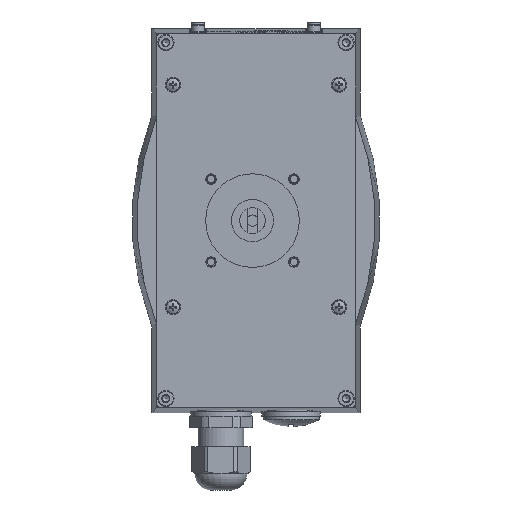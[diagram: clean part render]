
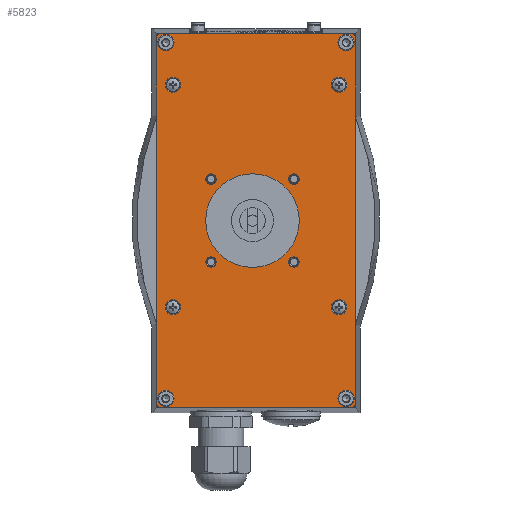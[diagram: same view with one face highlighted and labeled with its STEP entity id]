
A CAD part, left-side view. The second image highlights one B-rep face of the part: STEP entity #5823.
In plain terms, the highlighted planar face has unit normal (-1, 0, 0).
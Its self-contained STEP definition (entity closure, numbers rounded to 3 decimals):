
#531=LINE('',#9763,#901);
#536=LINE('',#9778,#906);
#540=LINE('',#9790,#910);
#544=LINE('',#9802,#914);
#901=VECTOR('',#7920,1000.);
#906=VECTOR('',#7933,1000.);
#910=VECTOR('',#7945,1000.);
#914=VECTOR('',#7957,1000.);
#1174=PLANE('',#6528);
#1417=CIRCLE('',#6474,2.);
#1419=CIRCLE('',#6478,2.);
#1421=CIRCLE('',#6482,2.);
#1424=CIRCLE('',#6487,2.25);
#1426=CIRCLE('',#6490,2.25);
#1432=CIRCLE('',#6499,2.25);
#1434=CIRCLE('',#6502,2.25);
#1436=CIRCLE('',#6505,2.25);
#1438=CIRCLE('',#6508,2.25);
#1440=CIRCLE('',#6511,20.);
#1446=CIRCLE('',#6520,2.25);
#1448=CIRCLE('',#6523,2.25);
#1449=CIRCLE('',#6525,2.);
#1451=CIRCLE('',#6529,3.25);
#1452=CIRCLE('',#6530,3.25);
#1453=CIRCLE('',#6531,3.25);
#1454=CIRCLE('',#6532,3.25);
#2577=ORIENTED_EDGE('',*,*,#3521,.T.);
#2578=ORIENTED_EDGE('',*,*,#3522,.T.);
#2579=ORIENTED_EDGE('',*,*,#3523,.T.);
#2580=ORIENTED_EDGE('',*,*,#3524,.T.);
#2581=ORIENTED_EDGE('',*,*,#3518,.T.);
#2582=ORIENTED_EDGE('',*,*,#3516,.T.);
#2583=ORIENTED_EDGE('',*,*,#3510,.T.);
#2584=ORIENTED_EDGE('',*,*,#3508,.T.);
#2585=ORIENTED_EDGE('',*,*,#3506,.T.);
#2586=ORIENTED_EDGE('',*,*,#3504,.T.);
#2587=ORIENTED_EDGE('',*,*,#3502,.T.);
#2588=ORIENTED_EDGE('',*,*,#3496,.T.);
#2589=ORIENTED_EDGE('',*,*,#3494,.T.);
#2590=ORIENTED_EDGE('',*,*,#3471,.F.);
#2591=ORIENTED_EDGE('',*,*,#3519,.F.);
#2592=ORIENTED_EDGE('',*,*,#3490,.F.);
#2593=ORIENTED_EDGE('',*,*,#3487,.F.);
#2594=ORIENTED_EDGE('',*,*,#3484,.F.);
#2595=ORIENTED_EDGE('',*,*,#3481,.F.);
#2596=ORIENTED_EDGE('',*,*,#3478,.F.);
#2597=ORIENTED_EDGE('',*,*,#3475,.F.);
#3471=EDGE_CURVE('',#4067,#4068,#531,.T.);
#3475=EDGE_CURVE('',#4068,#4071,#1417,.T.);
#3478=EDGE_CURVE('',#4071,#4073,#536,.T.);
#3481=EDGE_CURVE('',#4073,#4075,#1419,.T.);
#3484=EDGE_CURVE('',#4075,#4077,#540,.T.);
#3487=EDGE_CURVE('',#4077,#4079,#1421,.T.);
#3490=EDGE_CURVE('',#4079,#4081,#544,.T.);
#3494=EDGE_CURVE('',#4084,#4084,#1424,.T.);
#3496=EDGE_CURVE('',#4086,#4086,#1426,.T.);
#3502=EDGE_CURVE('',#4092,#4092,#1432,.T.);
#3504=EDGE_CURVE('',#4094,#4094,#1434,.T.);
#3506=EDGE_CURVE('',#4096,#4096,#1436,.T.);
#3508=EDGE_CURVE('',#4098,#4098,#1438,.T.);
#3510=EDGE_CURVE('',#4100,#4100,#1440,.T.);
#3516=EDGE_CURVE('',#4106,#4106,#1446,.T.);
#3518=EDGE_CURVE('',#4108,#4108,#1448,.T.);
#3519=EDGE_CURVE('',#4081,#4067,#1449,.T.);
#3521=EDGE_CURVE('',#4109,#4109,#1451,.T.);
#3522=EDGE_CURVE('',#4110,#4110,#1452,.T.);
#3523=EDGE_CURVE('',#4111,#4111,#1453,.T.);
#3524=EDGE_CURVE('',#4112,#4112,#1454,.T.);
#4067=VERTEX_POINT('',#9764);
#4068=VERTEX_POINT('',#9765);
#4071=VERTEX_POINT('',#9773);
#4073=VERTEX_POINT('',#9779);
#4075=VERTEX_POINT('',#9785);
#4077=VERTEX_POINT('',#9791);
#4079=VERTEX_POINT('',#9797);
#4081=VERTEX_POINT('',#9803);
#4084=VERTEX_POINT('',#9811);
#4086=VERTEX_POINT('',#9816);
#4092=VERTEX_POINT('',#9831);
#4094=VERTEX_POINT('',#9836);
#4096=VERTEX_POINT('',#9841);
#4098=VERTEX_POINT('',#9846);
#4100=VERTEX_POINT('',#9851);
#4106=VERTEX_POINT('',#9866);
#4108=VERTEX_POINT('',#9871);
#4109=VERTEX_POINT('',#9878);
#4110=VERTEX_POINT('',#9880);
#4111=VERTEX_POINT('',#9882);
#4112=VERTEX_POINT('',#9884);
#4739=EDGE_LOOP('',(#2577));
#4740=EDGE_LOOP('',(#2578));
#4741=EDGE_LOOP('',(#2579));
#4742=EDGE_LOOP('',(#2580));
#4743=EDGE_LOOP('',(#2581));
#4744=EDGE_LOOP('',(#2582));
#4745=EDGE_LOOP('',(#2583));
#4746=EDGE_LOOP('',(#2584));
#4747=EDGE_LOOP('',(#2585));
#4748=EDGE_LOOP('',(#2586));
#4749=EDGE_LOOP('',(#2587));
#4750=EDGE_LOOP('',(#2588));
#4751=EDGE_LOOP('',(#2589));
#4752=EDGE_LOOP('',(#2590,#2591,#2592,#2593,#2594,#2595,#2596,#2597));
#5360=FACE_BOUND('',#4739,.T.);
#5361=FACE_BOUND('',#4740,.T.);
#5362=FACE_BOUND('',#4741,.T.);
#5363=FACE_BOUND('',#4742,.T.);
#5364=FACE_BOUND('',#4743,.T.);
#5365=FACE_BOUND('',#4744,.T.);
#5366=FACE_BOUND('',#4745,.T.);
#5367=FACE_BOUND('',#4746,.T.);
#5368=FACE_BOUND('',#4747,.T.);
#5369=FACE_BOUND('',#4748,.T.);
#5370=FACE_BOUND('',#4749,.T.);
#5371=FACE_BOUND('',#4750,.T.);
#5372=FACE_BOUND('',#4751,.T.);
#5373=FACE_BOUND('',#4752,.T.);
#5823=ADVANCED_FACE('',(#5360,#5361,#5362,#5363,#5364,#5365,#5366,#5367,
#5368,#5369,#5370,#5371,#5372,#5373),#1174,.F.);
#6474=AXIS2_PLACEMENT_3D('',#9772,#7926,#7927);
#6478=AXIS2_PLACEMENT_3D('',#9784,#7938,#7939);
#6482=AXIS2_PLACEMENT_3D('',#9796,#7950,#7951);
#6487=AXIS2_PLACEMENT_3D('',#9810,#7964,#7965);
#6490=AXIS2_PLACEMENT_3D('',#9815,#7970,#7971);
#6499=AXIS2_PLACEMENT_3D('',#9830,#7988,#7989);
#6502=AXIS2_PLACEMENT_3D('',#9835,#7994,#7995);
#6505=AXIS2_PLACEMENT_3D('',#9840,#8000,#8001);
#6508=AXIS2_PLACEMENT_3D('',#9845,#8006,#8007);
#6511=AXIS2_PLACEMENT_3D('',#9850,#8012,#8013);
#6520=AXIS2_PLACEMENT_3D('',#9865,#8030,#8031);
#6523=AXIS2_PLACEMENT_3D('',#9870,#8036,#8037);
#6525=AXIS2_PLACEMENT_3D('',#9873,#8040,#8041);
#6528=AXIS2_PLACEMENT_3D('',#9876,#8046,#8047);
#6529=AXIS2_PLACEMENT_3D('',#9877,#8048,#8049);
#6530=AXIS2_PLACEMENT_3D('',#9879,#8050,#8051);
#6531=AXIS2_PLACEMENT_3D('',#9881,#8052,#8053);
#6532=AXIS2_PLACEMENT_3D('',#9883,#8054,#8055);
#7920=DIRECTION('',(0.,-1.,0.));
#7926=DIRECTION('',(1.,0.,0.));
#7927=DIRECTION('',(0.,0.,-1.));
#7933=DIRECTION('',(0.,0.,-1.));
#7938=DIRECTION('',(1.,0.,0.));
#7939=DIRECTION('',(0.,0.,-1.));
#7945=DIRECTION('',(0.,1.,0.));
#7950=DIRECTION('',(1.,0.,0.));
#7951=DIRECTION('',(0.,0.,-1.));
#7957=DIRECTION('',(0.,0.,1.));
#7964=DIRECTION('',(1.,0.,0.));
#7965=DIRECTION('',(0.,0.,-1.));
#7970=DIRECTION('',(1.,0.,0.));
#7971=DIRECTION('',(0.,0.,-1.));
#7988=DIRECTION('',(1.,0.,0.));
#7989=DIRECTION('',(0.,0.,-1.));
#7994=DIRECTION('',(1.,0.,0.));
#7995=DIRECTION('',(0.,0.,-1.));
#8000=DIRECTION('',(1.,0.,0.));
#8001=DIRECTION('',(0.,0.,-1.));
#8006=DIRECTION('',(1.,0.,0.));
#8007=DIRECTION('',(0.,0.,-1.));
#8012=DIRECTION('',(1.,0.,0.));
#8013=DIRECTION('',(0.,0.,-1.));
#8030=DIRECTION('',(1.,0.,0.));
#8031=DIRECTION('',(0.,0.,-1.));
#8036=DIRECTION('',(1.,0.,0.));
#8037=DIRECTION('',(0.,0.,-1.));
#8040=DIRECTION('',(1.,0.,0.));
#8041=DIRECTION('',(0.,0.,-1.));
#8046=DIRECTION('',(1.,0.,0.));
#8047=DIRECTION('',(0.,0.,-1.));
#8048=DIRECTION('',(1.,0.,0.));
#8049=DIRECTION('',(0.,0.,-1.));
#8050=DIRECTION('',(1.,0.,0.));
#8051=DIRECTION('',(0.,0.,-1.));
#8052=DIRECTION('',(1.,0.,0.));
#8053=DIRECTION('',(0.,0.,-1.));
#8054=DIRECTION('',(1.,0.,0.));
#8055=DIRECTION('',(0.,0.,-1.));
#9763=CARTESIAN_POINT('',(0.,40.5,80.));
#9764=CARTESIAN_POINT('',(0.,40.5,80.));
#9765=CARTESIAN_POINT('',(0.,-40.5,80.));
#9772=CARTESIAN_POINT('',(0.,-40.5,78.));
#9773=CARTESIAN_POINT('',(0.,-42.5,78.));
#9778=CARTESIAN_POINT('',(0.,-42.5,78.));
#9779=CARTESIAN_POINT('',(0.,-42.5,-78.));
#9784=CARTESIAN_POINT('',(0.,-40.5,-78.));
#9785=CARTESIAN_POINT('',(0.,-40.5,-80.));
#9790=CARTESIAN_POINT('',(0.,-40.5,-80.));
#9791=CARTESIAN_POINT('',(0.,40.5,-80.));
#9796=CARTESIAN_POINT('',(0.,40.5,-78.));
#9797=CARTESIAN_POINT('',(0.,42.5,-78.));
#9802=CARTESIAN_POINT('',(0.,42.5,-78.));
#9803=CARTESIAN_POINT('',(0.,42.5,78.));
#9810=CARTESIAN_POINT('',(0.,-38.5,-76.));
#9811=CARTESIAN_POINT('',(0.,-38.5,-78.25));
#9815=CARTESIAN_POINT('',(0.,38.5,-76.));
#9816=CARTESIAN_POINT('',(0.,38.5,-78.25));
#9830=CARTESIAN_POINT('',(0.,19.2,-17.7));
#9831=CARTESIAN_POINT('',(0.,19.2,-19.95));
#9835=CARTESIAN_POINT('',(0.,-16.2,-17.7));
#9836=CARTESIAN_POINT('',(0.,-16.2,-19.95));
#9840=CARTESIAN_POINT('',(0.,19.2,17.7));
#9841=CARTESIAN_POINT('',(0.,19.2,15.45));
#9845=CARTESIAN_POINT('',(0.,-16.2,17.7));
#9846=CARTESIAN_POINT('',(0.,-16.2,15.45));
#9850=CARTESIAN_POINT('',(0.,1.5,0.));
#9851=CARTESIAN_POINT('',(0.,1.5,-20.));
#9865=CARTESIAN_POINT('',(0.,38.5,76.));
#9866=CARTESIAN_POINT('',(0.,38.5,73.75));
#9870=CARTESIAN_POINT('',(0.,-38.5,76.));
#9871=CARTESIAN_POINT('',(0.,-38.5,73.75));
#9873=CARTESIAN_POINT('',(0.,40.5,78.));
#9876=CARTESIAN_POINT('',(0.,-40.5,78.));
#9877=CARTESIAN_POINT('',(0.,-35.5,58.));
#9878=CARTESIAN_POINT('',(0.,-35.5,54.75));
#9879=CARTESIAN_POINT('',(0.,-35.5,-37.));
#9880=CARTESIAN_POINT('',(0.,-35.5,-40.25));
#9881=CARTESIAN_POINT('',(0.,35.5,-37.));
#9882=CARTESIAN_POINT('',(0.,35.5,-40.25));
#9883=CARTESIAN_POINT('',(0.,35.5,58.));
#9884=CARTESIAN_POINT('',(0.,35.5,54.75));
